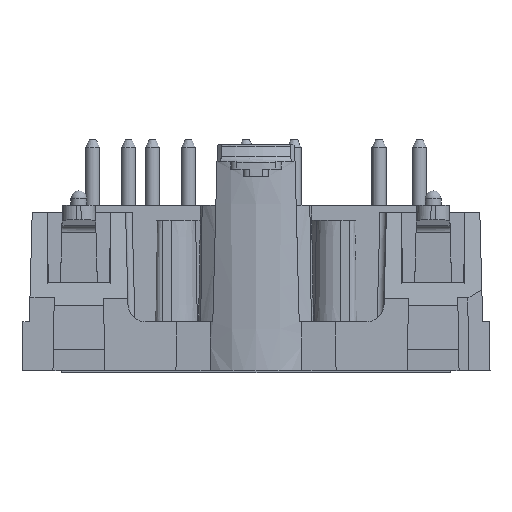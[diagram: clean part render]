
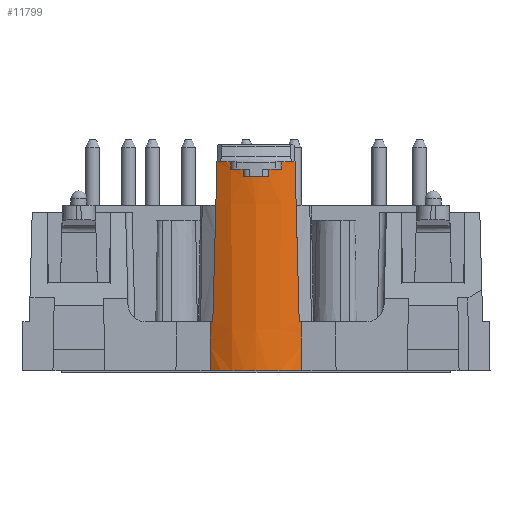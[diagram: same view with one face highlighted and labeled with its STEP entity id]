
A CAD part, left-side view. The second image highlights one B-rep face of the part: STEP entity #11799.
In plain terms, the highlighted conical face has half-angle 0.516 degrees and reference radius 5.5 mm.
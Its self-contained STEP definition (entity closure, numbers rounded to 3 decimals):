
#33=ELLIPSE('',#16232,283.039,6.957);
#34=ELLIPSE('',#16248,283.039,6.957);
#88=ELLIPSE('',#16457,248.172,3.71);
#89=ELLIPSE('',#16460,248.172,3.71);
#216=CONICAL_SURFACE('',#16458,5.5,0.009);
#319=CIRCLE('',#16234,5.6);
#320=CIRCLE('',#16237,5.595);
#321=CIRCLE('',#16240,5.591);
#322=CIRCLE('',#16243,5.595);
#323=CIRCLE('',#16246,5.6);
#381=CIRCLE('',#16420,5.5);
#383=CIRCLE('',#16423,5.5);
#392=CIRCLE('',#16459,5.469);
#832=B_SPLINE_CURVE_WITH_KNOTS('',3,(#23251,#23252,#23253,#23254),
 .UNSPECIFIED.,.F.,.F.,(4,4),(0.002,0.002),
 .UNSPECIFIED.);
#833=B_SPLINE_CURVE_WITH_KNOTS('',3,(#23262,#23263,#23264,#23265),
 .UNSPECIFIED.,.F.,.F.,(4,4),(0.002,0.003),
 .UNSPECIFIED.);
#834=B_SPLINE_CURVE_WITH_KNOTS('',3,(#23273,#23274,#23275,#23276),
 .UNSPECIFIED.,.F.,.F.,(4,4),(0.002,0.002),
 .UNSPECIFIED.);
#835=B_SPLINE_CURVE_WITH_KNOTS('',3,(#23284,#23285,#23286,#23287),
 .UNSPECIFIED.,.F.,.F.,(4,4),(0.002,0.002),
 .UNSPECIFIED.);
#2455=ORIENTED_EDGE('',*,*,#5162,.F.);
#2456=ORIENTED_EDGE('',*,*,#5163,.F.);
#2457=ORIENTED_EDGE('',*,*,#5123,.T.);
#2458=ORIENTED_EDGE('',*,*,#4956,.F.);
#2459=ORIENTED_EDGE('',*,*,#4954,.T.);
#2460=ORIENTED_EDGE('',*,*,#4952,.T.);
#2461=ORIENTED_EDGE('',*,*,#4950,.T.);
#2462=ORIENTED_EDGE('',*,*,#4948,.T.);
#2463=ORIENTED_EDGE('',*,*,#4946,.T.);
#2464=ORIENTED_EDGE('',*,*,#4944,.T.);
#2465=ORIENTED_EDGE('',*,*,#4942,.T.);
#2466=ORIENTED_EDGE('',*,*,#4940,.T.);
#2467=ORIENTED_EDGE('',*,*,#4938,.T.);
#2468=ORIENTED_EDGE('',*,*,#4936,.F.);
#2469=ORIENTED_EDGE('',*,*,#5121,.T.);
#2470=ORIENTED_EDGE('',*,*,#5160,.T.);
#4936=EDGE_CURVE('',#6448,#6449,#33,.F.);
#4938=EDGE_CURVE('',#6450,#6449,#319,.T.);
#4940=EDGE_CURVE('',#6451,#6450,#832,.T.);
#4942=EDGE_CURVE('',#6452,#6451,#320,.T.);
#4944=EDGE_CURVE('',#6453,#6452,#833,.T.);
#4946=EDGE_CURVE('',#6454,#6453,#321,.T.);
#4948=EDGE_CURVE('',#6455,#6454,#834,.T.);
#4950=EDGE_CURVE('',#6456,#6455,#322,.T.);
#4952=EDGE_CURVE('',#6457,#6456,#835,.T.);
#4954=EDGE_CURVE('',#6458,#6457,#323,.T.);
#4956=EDGE_CURVE('',#6458,#6459,#34,.F.);
#5121=EDGE_CURVE('',#6448,#6573,#381,.T.);
#5123=EDGE_CURVE('',#6574,#6459,#383,.T.);
#5160=EDGE_CURVE('',#6573,#6601,#88,.F.);
#5162=EDGE_CURVE('',#6602,#6601,#392,.F.);
#5163=EDGE_CURVE('',#6574,#6602,#89,.T.);
#6448=VERTEX_POINT('',#23242);
#6449=VERTEX_POINT('',#23244);
#6450=VERTEX_POINT('',#23248);
#6451=VERTEX_POINT('',#23255);
#6452=VERTEX_POINT('',#23259);
#6453=VERTEX_POINT('',#23266);
#6454=VERTEX_POINT('',#23270);
#6455=VERTEX_POINT('',#23277);
#6456=VERTEX_POINT('',#23281);
#6457=VERTEX_POINT('',#23288);
#6458=VERTEX_POINT('',#23292);
#6459=VERTEX_POINT('',#23296);
#6573=VERTEX_POINT('',#23655);
#6574=VERTEX_POINT('',#23659);
#6601=VERTEX_POINT('',#23734);
#6602=VERTEX_POINT('',#23739);
#9667=EDGE_LOOP('',(#2455,#2456,#2457,#2458,#2459,#2460,#2461,#2462,#2463,
#2464,#2465,#2466,#2467,#2468,#2469,#2470));
#10535=FACE_BOUND('',#9667,.T.);
#11799=ADVANCED_FACE('',(#10535),#216,.T.);
#16232=AXIS2_PLACEMENT_3D('',#23243,#17887,#17888);
#16234=AXIS2_PLACEMENT_3D('',#23247,#17892,#17893);
#16237=AXIS2_PLACEMENT_3D('',#23258,#17900,#17901);
#16240=AXIS2_PLACEMENT_3D('',#23269,#17908,#17909);
#16243=AXIS2_PLACEMENT_3D('',#23280,#17916,#17917);
#16246=AXIS2_PLACEMENT_3D('',#23291,#17924,#17925);
#16248=AXIS2_PLACEMENT_3D('',#23295,#17929,#17930);
#16420=AXIS2_PLACEMENT_3D('',#23656,#18339,#18340);
#16423=AXIS2_PLACEMENT_3D('',#23660,#18345,#18346);
#16457=AXIS2_PLACEMENT_3D('',#23735,#18427,#18428);
#16458=AXIS2_PLACEMENT_3D('',#23737,#18430,#18431);
#16459=AXIS2_PLACEMENT_3D('',#23738,#18432,#18433);
#16460=AXIS2_PLACEMENT_3D('',#23740,#18434,#18435);
#17887=DIRECTION('',(0.,-1.,-0.026));
#17888=DIRECTION('',(0.,-0.026,1.));
#17892=DIRECTION('',(0.,0.,-1.));
#17893=DIRECTION('',(-1.,0.,0.));
#17900=DIRECTION('',(0.,0.,-1.));
#17901=DIRECTION('',(-1.,0.,0.));
#17908=DIRECTION('',(0.,0.,-1.));
#17909=DIRECTION('',(-1.,0.,0.));
#17916=DIRECTION('',(0.,0.,-1.));
#17917=DIRECTION('',(-1.,0.,0.));
#17924=DIRECTION('',(0.,0.,-1.));
#17925=DIRECTION('',(-1.,0.,0.));
#17929=DIRECTION('',(0.,1.,-0.026));
#17930=DIRECTION('',(0.,0.026,1.));
#18339=DIRECTION('',(0.,0.,-1.));
#18340=DIRECTION('',(-1.,0.,0.));
#18345=DIRECTION('',(0.,0.,-1.));
#18346=DIRECTION('',(-1.,0.,0.));
#18427=DIRECTION('',(1.,0.,0.017));
#18428=DIRECTION('',(-0.017,0.,1.));
#18430=DIRECTION('',(0.,0.,1.));
#18431=DIRECTION('',(-1.,0.,0.));
#18432=DIRECTION('',(0.,0.,1.));
#18433=DIRECTION('',(1.,0.,0.));
#18434=DIRECTION('',(1.,0.,0.017));
#18435=DIRECTION('',(-0.017,0.,1.));
#23242=CARTESIAN_POINT('',(-32.11,3.,3.4));
#23243=CARTESIAN_POINT('',(-27.5,-2.549,215.309));
#23244=CARTESIAN_POINT('',(-32.401,2.709,14.5));
#23247=CARTESIAN_POINT('',(-27.5,0.,14.5));
#23248=CARTESIAN_POINT('',(-32.82,1.75,14.5));
#23251=CARTESIAN_POINT('',(-32.815,1.75,14.));
#23252=CARTESIAN_POINT('',(-32.816,1.75,14.167));
#23253=CARTESIAN_POINT('',(-32.818,1.75,14.333));
#23254=CARTESIAN_POINT('',(-32.82,1.75,14.5));
#23255=CARTESIAN_POINT('',(-32.815,1.75,14.));
#23258=CARTESIAN_POINT('',(-27.5,0.,14.));
#23259=CARTESIAN_POINT('',(-33.023,0.9,14.));
#23262=CARTESIAN_POINT('',(-33.018,0.9,13.5));
#23263=CARTESIAN_POINT('',(-33.02,0.9,13.667));
#23264=CARTESIAN_POINT('',(-33.021,0.9,13.833));
#23265=CARTESIAN_POINT('',(-33.023,0.9,14.));
#23266=CARTESIAN_POINT('',(-33.018,0.9,13.5));
#23269=CARTESIAN_POINT('',(-27.5,0.,13.5));
#23270=CARTESIAN_POINT('',(-33.018,-0.9,13.5));
#23273=CARTESIAN_POINT('',(-33.023,-0.9,14.));
#23274=CARTESIAN_POINT('',(-33.021,-0.9,13.833));
#23275=CARTESIAN_POINT('',(-33.02,-0.9,13.667));
#23276=CARTESIAN_POINT('',(-33.018,-0.9,13.5));
#23277=CARTESIAN_POINT('',(-33.023,-0.9,14.));
#23280=CARTESIAN_POINT('',(-27.5,0.,14.));
#23281=CARTESIAN_POINT('',(-32.815,-1.75,14.));
#23284=CARTESIAN_POINT('',(-32.82,-1.75,14.5));
#23285=CARTESIAN_POINT('',(-32.818,-1.75,14.333));
#23286=CARTESIAN_POINT('',(-32.816,-1.75,14.167));
#23287=CARTESIAN_POINT('',(-32.815,-1.75,14.));
#23288=CARTESIAN_POINT('',(-32.82,-1.75,14.5));
#23291=CARTESIAN_POINT('',(-27.5,0.,14.5));
#23292=CARTESIAN_POINT('',(-32.401,-2.709,14.5));
#23295=CARTESIAN_POINT('',(-27.5,2.549,215.309));
#23296=CARTESIAN_POINT('',(-32.11,-3.,3.4));
#23655=CARTESIAN_POINT('',(-32.,3.162,3.4));
#23656=CARTESIAN_POINT('',(-27.5,0.,3.4));
#23659=CARTESIAN_POINT('',(-32.,-3.162,3.4));
#23660=CARTESIAN_POINT('',(-27.5,0.,3.4));
#23734=CARTESIAN_POINT('',(-31.941,3.193,0.));
#23735=CARTESIAN_POINT('',(-29.735,0.,-126.336));
#23737=CARTESIAN_POINT('',(-27.5,0.,3.4));
#23738=CARTESIAN_POINT('',(-27.5,0.,0.));
#23739=CARTESIAN_POINT('',(-31.941,-3.193,0.));
#23740=CARTESIAN_POINT('',(-29.735,0.,-126.336));
